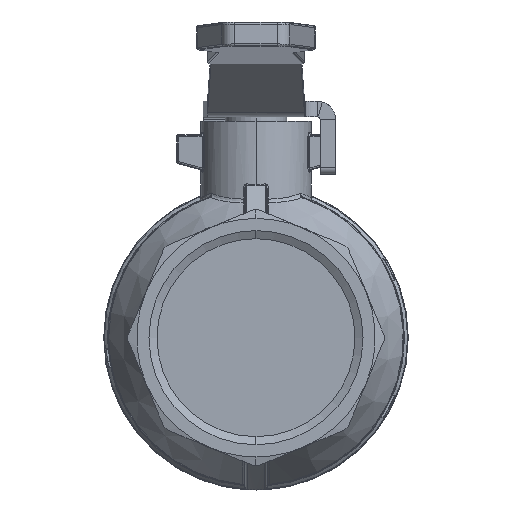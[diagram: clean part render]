
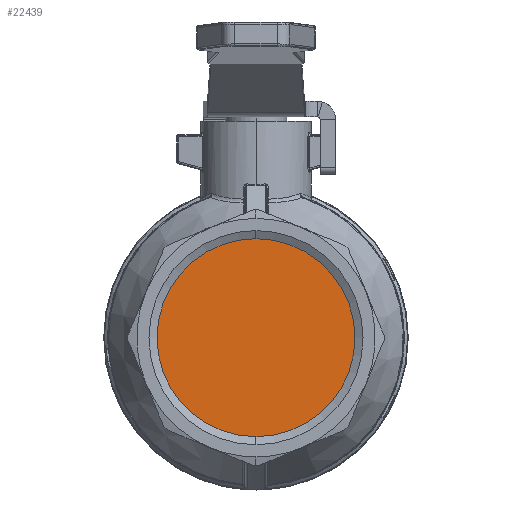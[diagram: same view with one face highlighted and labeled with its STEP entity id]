
A CAD part, left-side view. The second image highlights one B-rep face of the part: STEP entity #22439.
In plain terms, the highlighted planar face has unit normal (-1, 0, 0).
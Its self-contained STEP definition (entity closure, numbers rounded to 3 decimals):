
#2431=CARTESIAN_POINT('',(-29.,0.,22.423));
#2432=VERTEX_POINT('',#2431);
#2448=CARTESIAN_POINT('',(-29.,-0.,-22.423));
#2449=VERTEX_POINT('',#2448);
#2456=CARTESIAN_POINT('',(-29.,-0.,-0.));
#2457=DIRECTION('',(-1.,-0.,-0.));
#2458=DIRECTION('',(-0.,0.,1.));
#2459=AXIS2_PLACEMENT_3D('',#2456,#2457,#2458);
#2460=CIRCLE('',#2459,22.423);
#2461=EDGE_CURVE('',#2432,#2449,#2460,.T.);
#22424=CARTESIAN_POINT('',(-29.,-0.,20.711));
#22425=DIRECTION('',(1.,0.,0.));
#22426=DIRECTION('',(-0.,0.,1.));
#22427=AXIS2_PLACEMENT_3D('',#22424,#22425,#22426);
#22428=PLANE('',#22427);
#22429=CARTESIAN_POINT('',(-29.,-0.,-0.));
#22430=DIRECTION('',(-1.,-0.,-0.));
#22431=DIRECTION('',(-0.,0.,1.));
#22432=AXIS2_PLACEMENT_3D('',#22429,#22430,#22431);
#22433=CIRCLE('',#22432,22.423);
#22434=EDGE_CURVE('',#2449,#2432,#22433,.T.);
#22435=ORIENTED_EDGE('',*,*,#22434,.T.);
#22436=ORIENTED_EDGE('',*,*,#2461,.T.);
#22437=EDGE_LOOP('',(#22435,#22436));
#22438=FACE_BOUND('',#22437,.T.);
#22439=ADVANCED_FACE('',(#22438),#22428,.F.);
